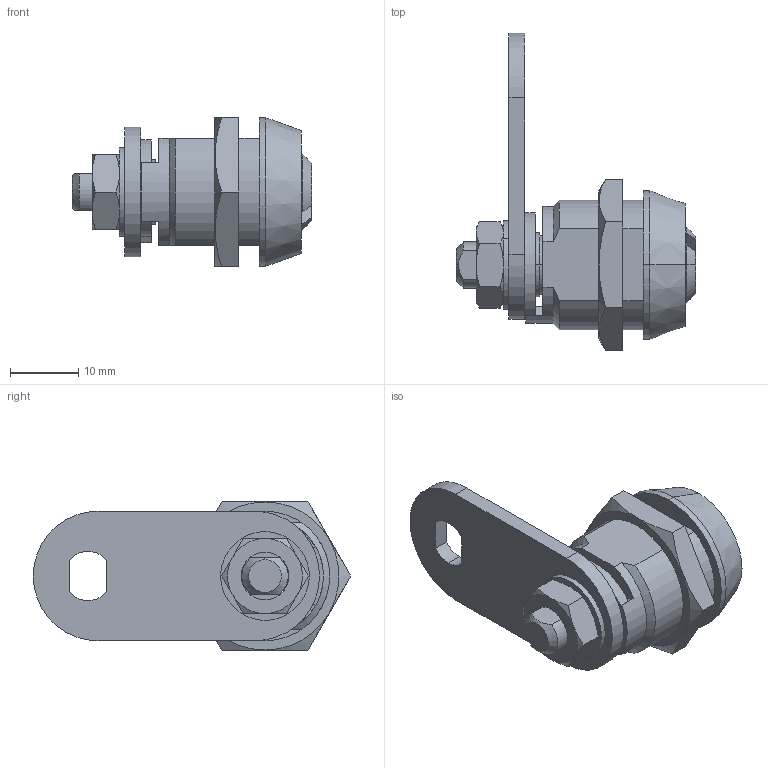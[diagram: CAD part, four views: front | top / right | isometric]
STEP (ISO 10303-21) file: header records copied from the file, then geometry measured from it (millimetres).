
FILE_DESCRIPTION (( 'STEP AP203' ), '1' );
FILE_NAME ('C-288N-F.STEP', '2016-12-13T08:14:10', ( '' ), ( '' ), 'SwSTEP 2.0', 'SolidWorks 2014', '' );
FILE_SCHEMA (( 'CONFIG_CONTROL_DESIGN' ));
Length unit declared in the file: millimetre
Products named in the file (8): C-288N-FM7歯付座金_; C-288N-F; C-288N-Fカム_; C-288N-FM7僫僢僩_; C-288N-F僴僂僕儞僌_; C-288N-F六角ナット_; C-288N-F止め金_; C-288N-Fローター_
Assembly tree (7 placements, depth 2):
  C-288N-F
    C-288N-F僴僂僕儞僌_
    C-288N-Fローター_
    C-288N-Fカム_
    C-288N-F六角ナット_
    C-288N-FM7歯付座金_
    C-288N-FM7僫僢僩_
    C-288N-F止め金_
Bounding box: 35.1 x 46.59 x 21.8 mm (x, y, z)
Volume: 8435.9 mm3; surface area: 7122.4 mm2
Topology: 7 solids, 7 shells, 130 faces, 325 edges, 211 vertices
Faces by surface type: plane 59, cylinder 48, cone 23
Entity records: 4925 total; most frequent: CARTESIAN_POINT 916, DIRECTION 683, ORIENTED_EDGE 650, EDGE_CURVE 325, AXIS2_PLACEMENT_3D 262, VERTEX_POINT 211, LINE 159, VECTOR 159
